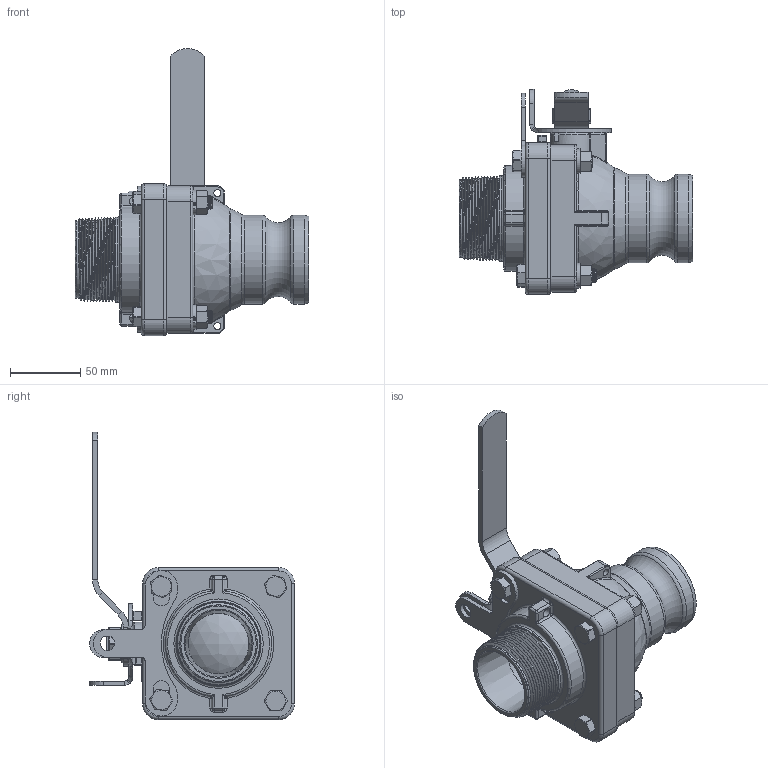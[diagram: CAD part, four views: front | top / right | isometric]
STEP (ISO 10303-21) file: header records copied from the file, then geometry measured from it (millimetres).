
FILE_DESCRIPTION(/* description */ ('2" FP MALE ADAPTER X 2" MNPT, SS HARDWARE'),/* implementation_level */ '2;1');
FILE_NAME(/* name */ 'VSFMT204HSFP.stp',/* time_stamp */ '2022-12-27T14:11:45-05:00',/* author */ ('ALR'),/* organization */ (''),/* preprocessor_version */ 'ST-DEVELOPER v18.1',/* originating_system */ 'Autodesk Inventor 2022',/* authorisation */ '');
FILE_SCHEMA (('AUTOMOTIVE_DESIGN { 1 0 10303 214 3 1 1 }'));
Products named in the file (20): VSFMT204HSFP; VF25254; VF25254X; VSMT25356; VSMT25356X; V20010SS; V20018; V20019; V20060; A93M250V; VS20021; VS20101SS; VS20102SS; VS20151SSB; VS25153SS; VS25255SS; VS25258AR1; VSS15020; SB075100188T; V20163
Assembly tree (29 placements, depth 3):
  VSFMT204HSFP
    VF25254
      VF25254X
    VSMT25356
      VSMT25356X
    V20010SS  x4
    V20018  x4
    V20019  x4
    V20060
    A93M250V
    VS20021
    VS20101SS
    VS20102SS
    VS20151SSB
    VS25153SS
    VS25255SS
    VS25258AR1  x2
    VSS15020
    SB075100188T
    V20163
Bounding box: 166.12 x 145.66 x 204.13 mm (x, y, z)
Volume: 540391.5 mm3; surface area: 203263.5 mm2
Topology: 28 solids, 29 shells, 1606 faces, 3735 edges, 2175 vertices
Faces by surface type: cylinder 631, cone 449, plane 277, bspline 130, torus 90, sphere 29
Full cylindrical faces by diameter (mm): 5.08 x2, 6.604 x2, 10.312 x1, 11.176 x4, 11.557 x4, 14.732 x6, 16.825 x2, 18.923 x1, 19.05 x2, 19.304 x1, 23.063 x1, 23.812 x1, 24.13 x1, 25.349 x1, 25.527 x1, 27.432 x1, 44.196 x1, 45.339 x1, 48.768 x2, 51.054 x1, 51.435 x2, 54.102 x2, 55.118 x1, 60.452 x1, 61.265 x2, 61.366 x2, 63.017 x2, 92.075 x1, 97.79 x1, 98.476 x1
Entity records: 45860 total; most frequent: CARTESIAN_POINT 23816, ORIENTED_EDGE 4526, DIRECTION 4324, EDGE_CURVE 2263, AXIS2_PLACEMENT_3D 1676, VERTEX_POINT 1386, EDGE_LOOP 1009, LINE 972
